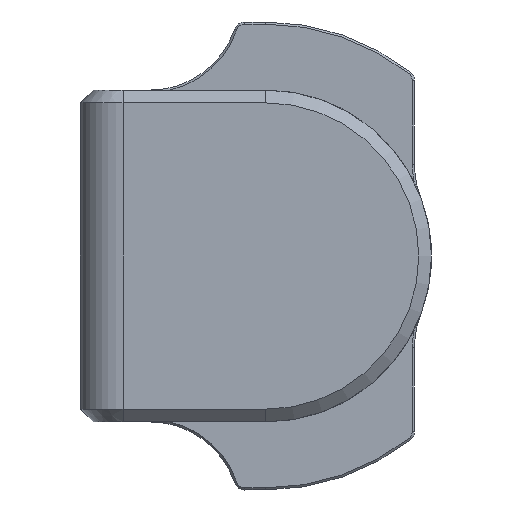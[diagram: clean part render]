
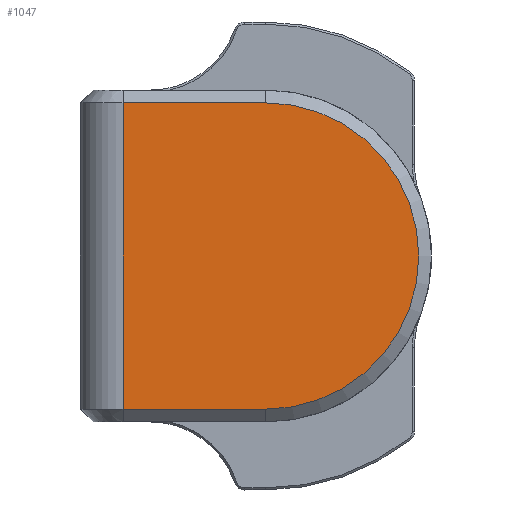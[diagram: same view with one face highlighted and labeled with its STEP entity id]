
A CAD part, left-side view. The second image highlights one B-rep face of the part: STEP entity #1047.
In plain terms, the highlighted planar face has unit normal (-1, 0, 0).
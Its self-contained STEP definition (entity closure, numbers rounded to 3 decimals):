
#86=CIRCLE('',#1169,3.6);
#173=FACE_OUTER_BOUND('',#237,.T.);
#237=EDGE_LOOP('',(#941,#942,#943,#944));
#325=LINE('',#1795,#419);
#329=LINE('',#1804,#423);
#333=LINE('',#1814,#427);
#419=VECTOR('',#1475,10.);
#423=VECTOR('',#1485,10.);
#427=VECTOR('',#1499,10.);
#509=VERTEX_POINT('',#1788);
#510=VERTEX_POINT('',#1793);
#511=VERTEX_POINT('',#1798);
#512=VERTEX_POINT('',#1802);
#651=EDGE_CURVE('',#510,#509,#325,.T.);
#654=EDGE_CURVE('',#511,#510,#86,.T.);
#656=EDGE_CURVE('',#512,#511,#329,.T.);
#661=EDGE_CURVE('',#509,#512,#333,.T.);
#941=ORIENTED_EDGE('',*,*,#656,.F.);
#942=ORIENTED_EDGE('',*,*,#661,.F.);
#943=ORIENTED_EDGE('',*,*,#651,.F.);
#944=ORIENTED_EDGE('',*,*,#654,.F.);
#983=PLANE('',#1176);
#1047=ADVANCED_FACE('',(#173),#983,.F.);
#1169=AXIS2_PLACEMENT_3D('',#1800,#1480,#1481);
#1176=AXIS2_PLACEMENT_3D('',#1815,#1500,#1501);
#1475=DIRECTION('',(0.,1.,0.));
#1480=DIRECTION('center_axis',(1.,0.,0.));
#1481=DIRECTION('ref_axis',(0.,0.,1.));
#1485=DIRECTION('',(0.,-1.,0.));
#1499=DIRECTION('',(0.,0.,1.));
#1500=DIRECTION('center_axis',(1.,0.,0.));
#1501=DIRECTION('ref_axis',(0.,1.,0.));
#1788=CARTESIAN_POINT('',(-29.7,27.925,-3.6));
#1793=CARTESIAN_POINT('',(-29.7,24.575,-3.6));
#1795=CARTESIAN_POINT('',(-29.7,26.912,-3.6));
#1798=CARTESIAN_POINT('',(-29.7,24.575,3.6));
#1800=CARTESIAN_POINT('Origin',(-29.7,24.575,0.));
#1802=CARTESIAN_POINT('',(-29.7,27.925,3.6));
#1804=CARTESIAN_POINT('',(-29.7,26.046,3.6));
#1814=CARTESIAN_POINT('',(-29.7,27.925,2.));
#1815=CARTESIAN_POINT('Origin',(-29.7,24.8,0.));
